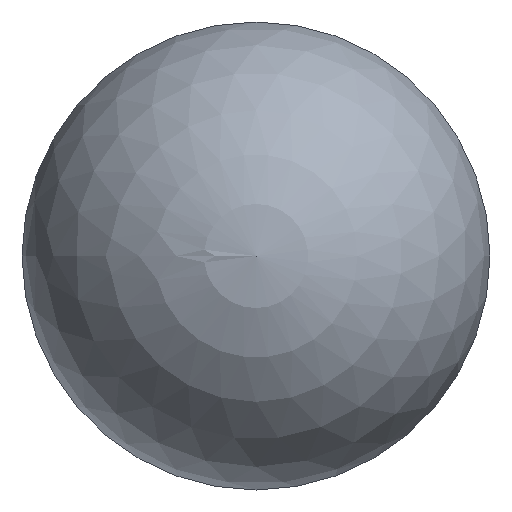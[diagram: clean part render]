
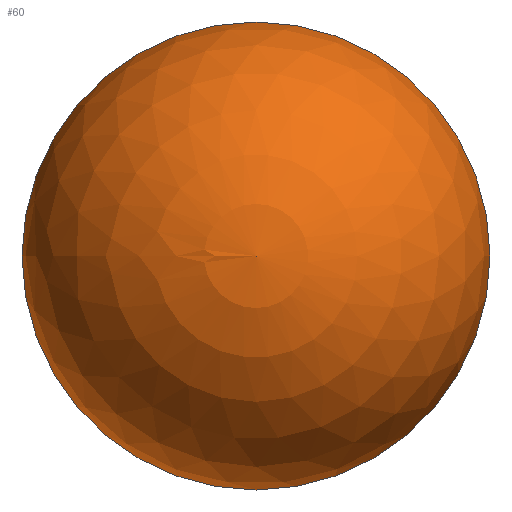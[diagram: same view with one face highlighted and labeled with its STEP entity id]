
A CAD part, left-side view. The second image highlights one B-rep face of the part: STEP entity #60.
In plain terms, the highlighted spherical face has radius 68.58 mm.
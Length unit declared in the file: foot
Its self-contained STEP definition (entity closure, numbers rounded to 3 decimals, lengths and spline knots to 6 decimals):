
#19=FACE_OUTER_BOUND('',#22,.T.);
#22=EDGE_LOOP('',(#47,#48,#49,#50));
#27=CIRCLE('',#81,0.225);
#28=CIRCLE('',#82,0.225);
#29=CIRCLE('',#83,0.225);
#33=VERTEX_POINT('',#115);
#34=VERTEX_POINT('',#116);
#35=VERTEX_POINT('',#119);
#39=EDGE_CURVE('',#33,#34,#27,.T.);
#40=EDGE_CURVE('',#34,#33,#28,.T.);
#41=EDGE_CURVE('',#34,#35,#29,.T.);
#47=ORIENTED_EDGE('',*,*,#39,.F.);
#48=ORIENTED_EDGE('',*,*,#40,.F.);
#49=ORIENTED_EDGE('',*,*,#41,.T.);
#50=ORIENTED_EDGE('',*,*,#41,.F.);
#58=SPHERICAL_SURFACE('',#80,0.225);
#60=ADVANCED_FACE('',(#19),#58,.T.);
#80=AXIS2_PLACEMENT_3D('',#114,#95,#96);
#81=AXIS2_PLACEMENT_3D('',#117,#97,#98);
#82=AXIS2_PLACEMENT_3D('',#118,#99,#100);
#83=AXIS2_PLACEMENT_3D('',#120,#101,#102);
#95=DIRECTION('center_axis',(1.,0.,0.));
#96=DIRECTION('ref_axis',(0.,-1.,0.));
#97=DIRECTION('center_axis',(1.,0.,0.));
#98=DIRECTION('ref_axis',(0.,0.,-1.));
#99=DIRECTION('center_axis',(1.,0.,0.));
#100=DIRECTION('ref_axis',(0.,0.,-1.));
#101=DIRECTION('center_axis',(0.,0.,1.));
#102=DIRECTION('ref_axis',(0.,1.,0.));
#114=CARTESIAN_POINT('Origin',(-7.917826,0.,
0.725));
#115=CARTESIAN_POINT('',(-7.917826,0.,0.95));
#116=CARTESIAN_POINT('',(-7.917826,0.225,0.725));
#117=CARTESIAN_POINT('Origin',(-7.917826,0.,0.725));
#118=CARTESIAN_POINT('Origin',(-7.917826,0.,0.725));
#119=CARTESIAN_POINT('',(-8.142826,0.,0.725));
#120=CARTESIAN_POINT('Origin',(-7.917826,0.,
0.725));
